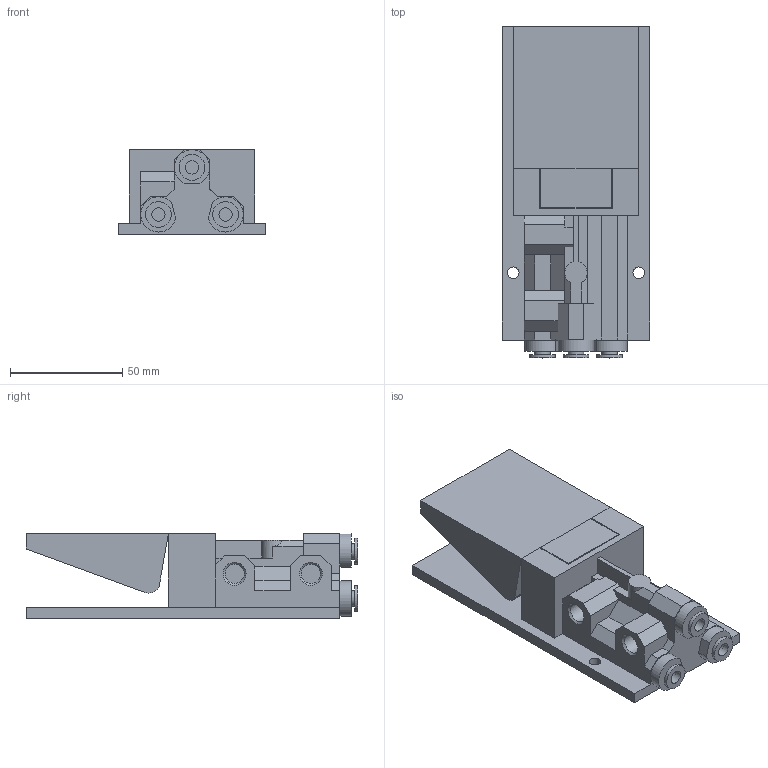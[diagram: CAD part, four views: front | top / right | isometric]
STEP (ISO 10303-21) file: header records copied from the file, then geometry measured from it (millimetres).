
FILE_DESCRIPTION((''),'2;1');
FILE_NAME('228_52_10_1P#.stp','2006-12-19T11:43:49',('rivolro1'),(''),'Autodesk Inventor 11','Autodesk Inventor 11','');
FILE_SCHEMA(('AUTOMOTIVE_DESIGN { 1 0 10303 214 1 1 1 1 }'));
Length unit declared in the file: millimetre
Products named in the file (1): 228_52_10_1P#
Bounding box: 66 x 148 x 38 mm (x, y, z)
Volume: 180921.4 mm3; surface area: 45375.8 mm2
Topology: 2 solids, 2 shells, 108 faces, 270 edges, 175 vertices
Faces by surface type: plane 81, bspline 14, cylinder 13
Full cylindrical faces by diameter (mm): 7 x3, 11.5 x3, 20 x1
Entity records: 3236 total; most frequent: CARTESIAN_POINT 702, ORIENTED_EDGE 504, DIRECTION 486, EDGE_CURVE 252, VECTOR 208, LINE 208, VERTEX_POINT 173, EDGE_LOOP 143
